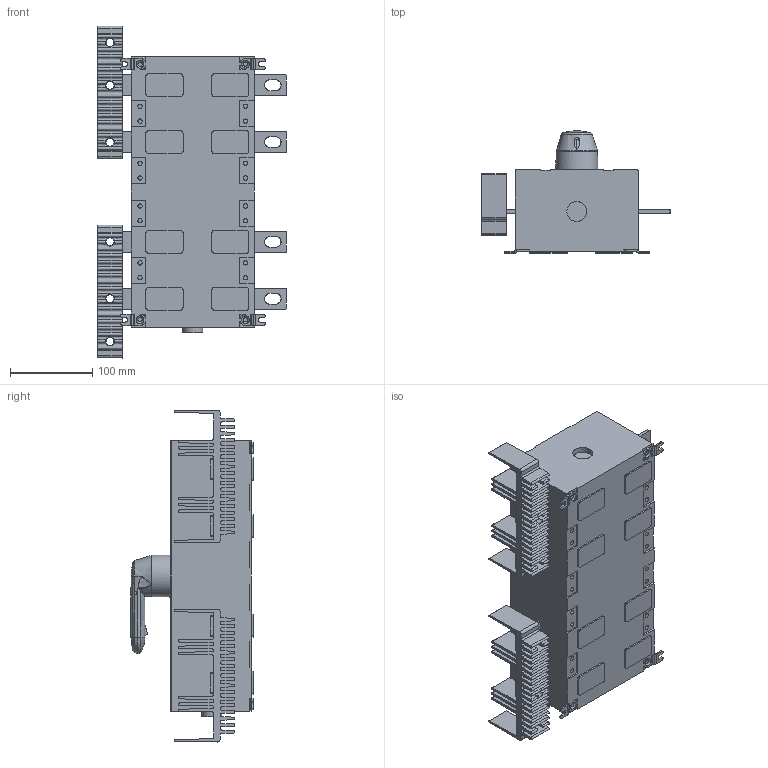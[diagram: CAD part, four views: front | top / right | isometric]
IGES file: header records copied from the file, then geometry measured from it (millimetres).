
Global section: file name: OTDC400US22K.igs; preprocessor: I-DEAS 3D IGES Translator 15; date: 20130906.150508; units: millimetre
Bounding box: 229 x 148.19 x 402.69 mm (x, y, z)
Surface area: 356411.6 mm2 (no closed solid volume)
Topology: 0 solids, 0 shells, 848 faces, 5460 edges, 5444 vertices
Faces by surface type: bspline 848
